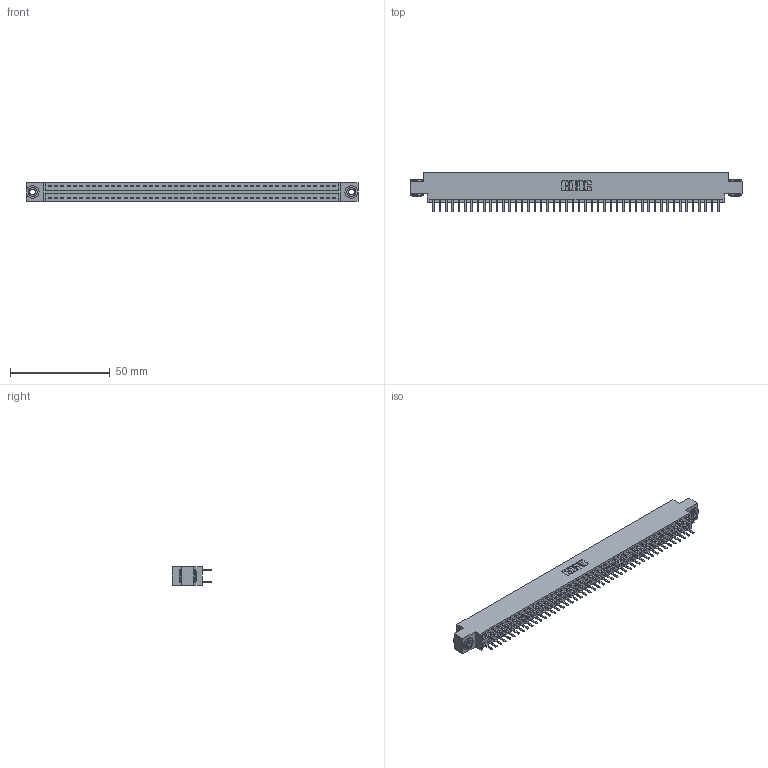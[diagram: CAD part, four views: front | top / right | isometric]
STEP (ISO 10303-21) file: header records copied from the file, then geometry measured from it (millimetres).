
FILE_DESCRIPTION (( 'STEP AP203' ), '1' );
FILE_NAME ('396-092-520-803.STEP', '2019-11-02T15:44:25', ( '' ), ( '' ), 'SwSTEP 2.0', 'SolidWorks 2016', '' );
FILE_SCHEMA (( 'CONFIG_CONTROL_DESIGN' ));
Length unit declared in the file: inch
Products named in the file (4): 345-250-002_345-250-002-102; 396-092-520-803; 346 Part_0.170 Offset - 0.156 Dia-TH; 345-292-001_345-293-120
Assembly tree (95 placements, depth 2):
  396-092-520-803
    346 Part_0.170 Offset - 0.156 Dia-TH
    345-292-001_345-293-120  x92
    345-250-002_345-250-002-102  x2
Bounding box: 166.62 x 20.02 x 9.4 mm (x, y, z)
Volume: 16103.3 mm3; surface area: 22497 mm2
Topology: 95 solids, 95 shells, 5316 faces, 15413 edges, 10026 vertices
Faces by surface type: plane 3494, cylinder 1814, cone 8
Entity records: 30378 total; most frequent: CARTESIAN_POINT 4991, ORIENTED_EDGE 4906, DIRECTION 4467, EDGE_CURVE 2453, VECTOR 2109, LINE 2109, VERTEX_POINT 1630, AXIS2_PLACEMENT_3D 1179
